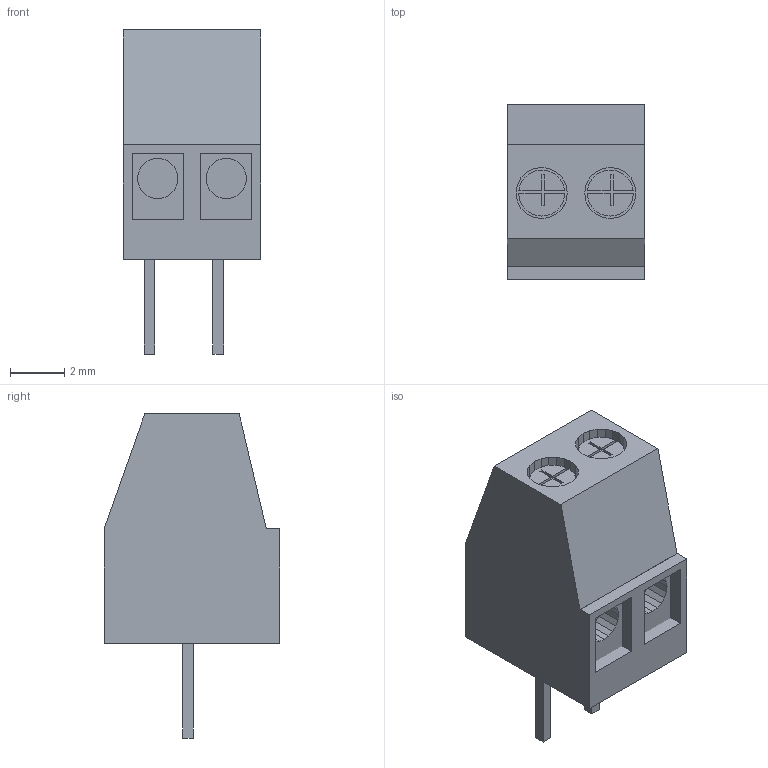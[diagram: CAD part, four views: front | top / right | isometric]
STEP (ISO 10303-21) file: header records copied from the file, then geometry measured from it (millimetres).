
FILE_DESCRIPTION(('FreeCAD Model'),'2;1');
FILE_NAME('OSTVN02A150.step','2020-09-13T18:02:41',(''),(''), 'Open CASCADE STEP processor 7.4','FreeCAD','Unknown');
FILE_SCHEMA(('AUTOMOTIVE_DESIGN { 1 0 10303 214 1 1 1 1 }'));
Length unit declared in the file: millimetre
Products named in the file (2): Group001; difference
Bounding box: 5.08 x 6.5 x 12 mm (x, y, z)
Volume: 231 mm3; surface area: 370.2 mm2
Topology: 11 solids, 11 shells, 395 faces, 1101 edges, 734 vertices
Faces by surface type: plane 395
Entity records: 15165 total; most frequent: CARTESIAN_POINT 2231, ORIENTED_EDGE 2202, DIRECTION 1893, EDGE_CURVE 1101, LINE 1101, VECTOR 1101, VERTEX_POINT 734, FACE_BOUND 401
